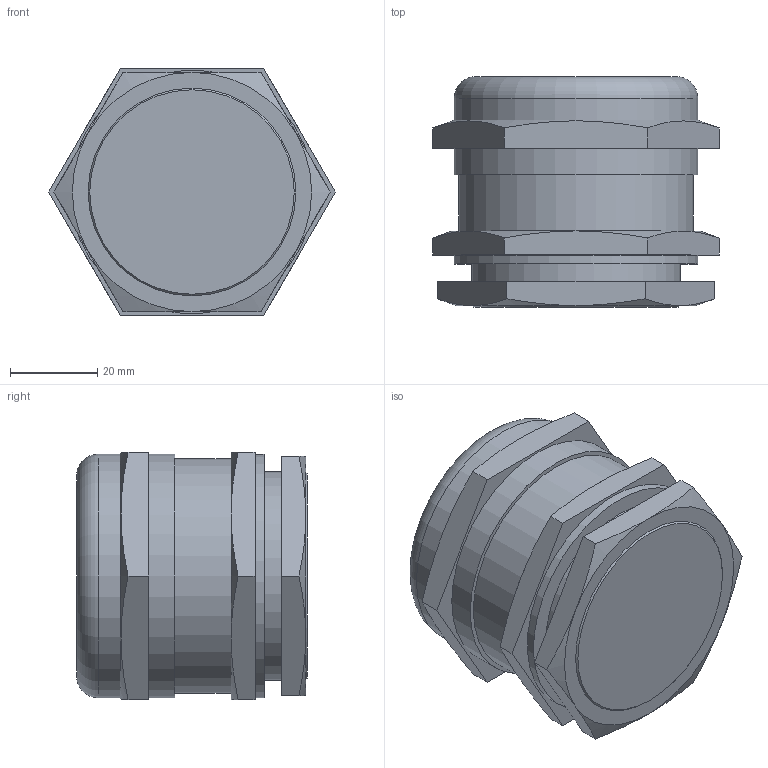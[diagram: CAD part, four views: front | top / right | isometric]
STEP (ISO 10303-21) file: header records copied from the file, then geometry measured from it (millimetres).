
FILE_DESCRIPTION(/* description */ (''),/* implementation_level */ '2;1');
FILE_NAME(/* name */ 'Сборка М48 S57.stp',/* time_stamp */ '2016-07-05T13:08:07+06:00',/* author */ ('zeta-09'),/* organization */ (''),/* preprocessor_version */ 'ST-DEVELOPER v15.6',/* originating_system */ 'Autodesk Inventor 2015',/* authorisation */ '');
FILE_SCHEMA (('AUTOMOTIVE_DESIGN { 1 0 10303 214 3 1 1 }'));
Length unit declared in the file: centimetre
Products named in the file (1): Сборка М48 S57
Bounding box: 65.82 x 53 x 57 mm (x, y, z)
Volume: 128480.7 mm3; surface area: 18711.6 mm2
Topology: 1 solids, 1 shells, 51 faces, 107 edges, 67 vertices
Faces by surface type: plane 29, cone 14, cylinder 7, torus 1
Full cylindrical faces by diameter (mm): 39.5 x1, 46 x1, 48 x1, 54 x1, 56 x3
Entity records: 1322 total; most frequent: CARTESIAN_POINT 272, DIRECTION 198, ORIENTED_EDGE 190, EDGE_CURVE 95, AXIS2_PLACEMENT_3D 81, EDGE_LOOP 70, VERTEX_POINT 65, FACE_OUTER_BOUND 51
